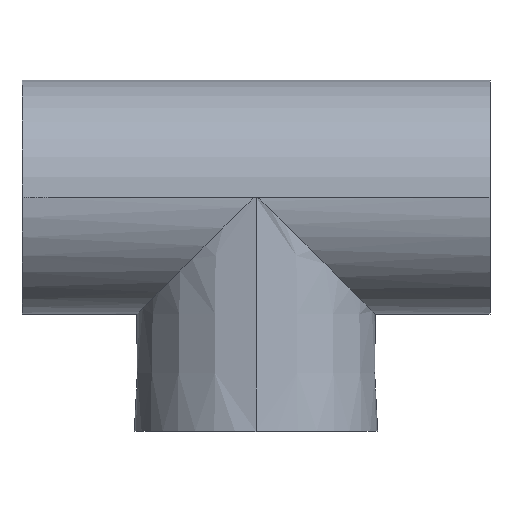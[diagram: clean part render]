
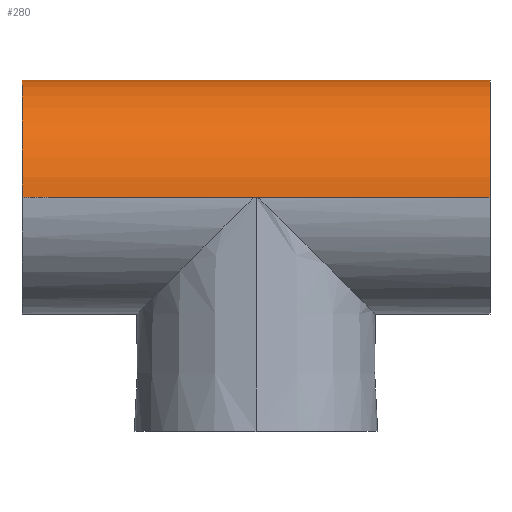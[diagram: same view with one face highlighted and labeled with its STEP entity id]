
A CAD part, top view. The second image highlights one B-rep face of the part: STEP entity #280.
In plain terms, the highlighted cylindrical face has radius 50 mm (diameter 100 mm), a partial arc.
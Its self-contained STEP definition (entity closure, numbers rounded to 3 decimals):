
#14 = VECTOR ( 'NONE', #87, 1000. ) ;
#15 = CARTESIAN_POINT ( 'NONE',  ( 100., 100., 50. ) ) ;
#40 = CARTESIAN_POINT ( 'NONE',  ( -100., 100., -50. ) ) ;
#55 = VERTEX_POINT ( 'NONE', #204 ) ;
#63 = EDGE_CURVE ( 'NONE', #231, #582, #259, .T. ) ;
#74 = ORIENTED_EDGE ( 'NONE', *, *, #484, .T. ) ;
#84 = DIRECTION ( 'NONE',  ( 1., 0., 0. ) ) ;
#87 = DIRECTION ( 'NONE',  ( 1., 0., 0. ) ) ;
#95 = CARTESIAN_POINT ( 'NONE',  ( -100., 100., 0. ) ) ;
#109 = VECTOR ( 'NONE', #177, 1000. ) ;
#137 = EDGE_CURVE ( 'NONE', #599, #55, #266, .T. ) ;
#162 = ORIENTED_EDGE ( 'NONE', *, *, #426, .T. ) ;
#172 = EDGE_CURVE ( 'NONE', #599, #395, #560, .T. ) ;
#177 = DIRECTION ( 'NONE',  ( 1., 0., 0. ) ) ;
#183 = VECTOR ( 'NONE', #576, 1000. ) ;
#191 = CARTESIAN_POINT ( 'NONE',  ( -0.001, 100., -50. ) ) ;
#204 = CARTESIAN_POINT ( 'NONE',  ( 100., 100., -50. ) ) ;
#207 = CARTESIAN_POINT ( 'NONE',  ( -100., 100., -50. ) ) ;
#214 = VERTEX_POINT ( 'NONE', #277 ) ;
#217 = CARTESIAN_POINT ( 'NONE',  ( -100., 100., -50. ) ) ;
#222 = ORIENTED_EDGE ( 'NONE', *, *, #63, .T. ) ;
#231 = VERTEX_POINT ( 'NONE', #207 ) ;
#237 = ORIENTED_EDGE ( 'NONE', *, *, #291, .F. ) ;
#259 = CIRCLE ( 'NONE', #432, 50. ) ;
#266 = LINE ( 'NONE', #217, #14 ) ;
#274 = CIRCLE ( 'NONE', #665, 50. ) ;
#277 = CARTESIAN_POINT ( 'NONE',  ( 0., 100., 50. ) ) ;
#280 = ADVANCED_FACE ( 'NONE', ( #632 ), #511, .T. ) ;
#281 = DIRECTION ( 'NONE',  ( 1., 0., 0. ) ) ;
#291 = EDGE_CURVE ( 'NONE', #55, #674, #274, .T. ) ;
#304 = LINE ( 'NONE', #483, #183 ) ;
#315 = LINE ( 'NONE', #556, #109 ) ;
#328 = ORIENTED_EDGE ( 'NONE', *, *, #172, .T. ) ;
#389 = ORIENTED_EDGE ( 'NONE', *, *, #137, .F. ) ;
#394 = CARTESIAN_POINT ( 'NONE',  ( 100., 100., 0. ) ) ;
#395 = VERTEX_POINT ( 'NONE', #191 ) ;
#408 = LINE ( 'NONE', #40, #549 ) ;
#426 = EDGE_CURVE ( 'NONE', #582, #214, #315, .T. ) ;
#432 = AXIS2_PLACEMENT_3D ( 'NONE', #95, #84, #761 ) ;
#454 = CARTESIAN_POINT ( 'NONE',  ( -100., 100., 0. ) ) ;
#458 = DIRECTION ( 'NONE',  ( 0., 0., 1. ) ) ;
#473 = AXIS2_PLACEMENT_3D ( 'NONE', #454, #705, #698 ) ;
#483 = CARTESIAN_POINT ( 'NONE',  ( -100., 100., 50. ) ) ;
#484 = EDGE_CURVE ( 'NONE', #214, #674, #304, .T. ) ;
#511 = CYLINDRICAL_SURFACE ( 'NONE', #473, 50. ) ;
#512 = ORIENTED_EDGE ( 'NONE', *, *, #532, .F. ) ;
#532 = EDGE_CURVE ( 'NONE', #231, #395, #408, .T. ) ;
#549 = VECTOR ( 'NONE', #281, 1000. ) ;
#556 = CARTESIAN_POINT ( 'NONE',  ( -100., 100., 50. ) ) ;
#560 = CIRCLE ( 'NONE', #717, 50. ) ;
#567 = CARTESIAN_POINT ( 'NONE',  ( 0., 100., -50. ) ) ;
#570 = CARTESIAN_POINT ( 'NONE',  ( 0., 100., 0. ) ) ;
#576 = DIRECTION ( 'NONE',  ( 1., 0., 0. ) ) ;
#578 = EDGE_LOOP ( 'NONE', ( #222, #162, #74, #237, #389, #328, #512 ) ) ;
#582 = VERTEX_POINT ( 'NONE', #692 ) ;
#599 = VERTEX_POINT ( 'NONE', #567 ) ;
#632 = FACE_OUTER_BOUND ( 'NONE', #578, .T. ) ;
#636 = DIRECTION ( 'NONE',  ( 0., 0., -1. ) ) ;
#665 = AXIS2_PLACEMENT_3D ( 'NONE', #394, #749, #636 ) ;
#674 = VERTEX_POINT ( 'NONE', #15 ) ;
#692 = CARTESIAN_POINT ( 'NONE',  ( -100., 100., 50. ) ) ;
#698 = DIRECTION ( 'NONE',  ( 0., 0., -1. ) ) ;
#705 = DIRECTION ( 'NONE',  ( 1., 0., 0. ) ) ;
#717 = AXIS2_PLACEMENT_3D ( 'NONE', #570, #756, #458 ) ;
#749 = DIRECTION ( 'NONE',  ( 1., 0., 0. ) ) ;
#756 = DIRECTION ( 'NONE',  ( 0., 1., 0. ) ) ;
#761 = DIRECTION ( 'NONE',  ( 0., 0., -1. ) ) ;
